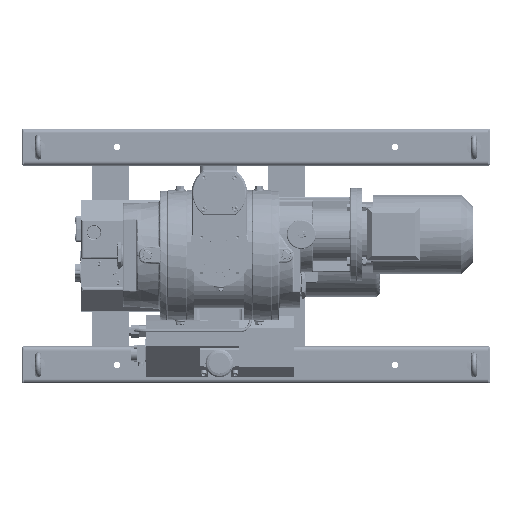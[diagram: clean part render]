
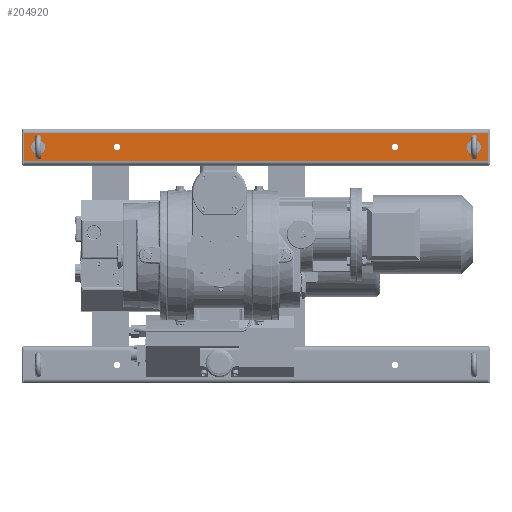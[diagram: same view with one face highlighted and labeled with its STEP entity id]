
A CAD part, top view. The second image highlights one B-rep face of the part: STEP entity #204920.
In plain terms, the highlighted face is planar.
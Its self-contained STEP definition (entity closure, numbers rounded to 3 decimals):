
#203867=CARTESIAN_POINT('',(46.75,-25.,200.0));
#203868=VERTEX_POINT('',#203867);
#203869=CARTESIAN_POINT('',(40.,-25.,200.0));
#203870=DIRECTION('',(0.,1.0,0.));
#203871=DIRECTION('',(1.0,0.,0.));
#203872=AXIS2_PLACEMENT_3D('',#203869,#203870,#203871);
#203873=CIRCLE('',#203872,6.75);
#203874=EDGE_CURVE('',#203868,#203868,#203873,.T.);
#203965=CARTESIAN_POINT('',(46.75,-25.,800.0));
#203966=VERTEX_POINT('',#203965);
#203967=CARTESIAN_POINT('',(40.,-25.,800.0));
#203968=DIRECTION('',(0.,1.0,0.));
#203969=DIRECTION('',(1.0,0.,0.));
#203970=AXIS2_PLACEMENT_3D('',#203967,#203968,#203969);
#203971=CIRCLE('',#203970,6.75);
#203972=EDGE_CURVE('',#203966,#203966,#203971,.T.);
#204395=CARTESIAN_POINT('',(40.,-25.,22.75));
#204396=VERTEX_POINT('',#204395);
#204397=CARTESIAN_POINT('',(40.,-25.,30.0));
#204398=DIRECTION('',(0.,1.0,0.0));
#204399=DIRECTION('',(0.0,0.0,-1.0));
#204400=AXIS2_PLACEMENT_3D('',#204397,#204398,#204399);
#204401=CIRCLE('',#204400,7.25);
#204402=EDGE_CURVE('',#204396,#204396,#204401,.T.);
#204493=CARTESIAN_POINT('',(40.,-25.,962.75));
#204494=VERTEX_POINT('',#204493);
#204495=CARTESIAN_POINT('',(40.,-25.,970.0));
#204496=DIRECTION('',(0.,1.0,0.0));
#204497=DIRECTION('',(0.0,0.0,-1.0));
#204498=AXIS2_PLACEMENT_3D('',#204495,#204496,#204497);
#204499=CIRCLE('',#204498,7.25);
#204500=EDGE_CURVE('',#204494,#204494,#204499,.T.);
#204869=CARTESIAN_POINT('',(70.,-25.,0.0));
#204870=DIRECTION('',(0.,-1.0,0.));
#204871=DIRECTION('',(0.0,0.0,-1.0));
#204872=AXIS2_PLACEMENT_3D('',#204869,#204870,#204871);
#204873=PLANE('',#204872);
#204874=CARTESIAN_POINT('',(70.,-25.,1000.0));
#204875=VERTEX_POINT('',#204874);
#204876=CARTESIAN_POINT('',(10.,-25.,1000.0));
#204877=VERTEX_POINT('',#204876);
#204878=CARTESIAN_POINT('',(70.,-25.,1000.0));
#204879=DIRECTION('',(-1.0,0.,0.0));
#204880=VECTOR('',#204879,60.0);
#204881=LINE('',#204878,#204880);
#204882=EDGE_CURVE('',#204875,#204877,#204881,.T.);
#204883=ORIENTED_EDGE('',*,*,#204882,.T.);
#204884=CARTESIAN_POINT('',(10.,-25.,0.0));
#204885=VERTEX_POINT('',#204884);
#204886=CARTESIAN_POINT('',(10.,-25.,0.0));
#204887=DIRECTION('',(0.0,0.0,1.0));
#204888=VECTOR('',#204887,1000.0);
#204889=LINE('',#204886,#204888);
#204890=EDGE_CURVE('',#204885,#204877,#204889,.T.);
#204891=ORIENTED_EDGE('',*,*,#204890,.F.);
#204892=CARTESIAN_POINT('',(70.,-25.,0.0));
#204893=VERTEX_POINT('',#204892);
#204894=CARTESIAN_POINT('',(70.,-25.,0.0));
#204895=DIRECTION('',(-1.0,0.,0.));
#204896=VECTOR('',#204895,60.0);
#204897=LINE('',#204894,#204896);
#204898=EDGE_CURVE('',#204893,#204885,#204897,.T.);
#204899=ORIENTED_EDGE('',*,*,#204898,.F.);
#204900=CARTESIAN_POINT('',(70.,-25.,0.0));
#204901=DIRECTION('',(0.0,0.0,1.0));
#204902=VECTOR('',#204901,1000.0);
#204903=LINE('',#204900,#204902);
#204904=EDGE_CURVE('',#204893,#204875,#204903,.T.);
#204905=ORIENTED_EDGE('',*,*,#204904,.T.);
#204906=EDGE_LOOP('',(#204883,#204891,#204899,#204905));
#204907=FACE_OUTER_BOUND('',#204906,.T.);
#204908=ORIENTED_EDGE('',*,*,#203874,.T.);
#204909=EDGE_LOOP('',(#204908));
#204910=FACE_BOUND('',#204909,.T.);
#204911=ORIENTED_EDGE('',*,*,#203972,.T.);
#204912=EDGE_LOOP('',(#204911));
#204913=FACE_BOUND('',#204912,.T.);
#204914=ORIENTED_EDGE('',*,*,#204402,.T.);
#204915=EDGE_LOOP('',(#204914));
#204916=FACE_BOUND('',#204915,.T.);
#204917=ORIENTED_EDGE('',*,*,#204500,.T.);
#204918=EDGE_LOOP('',(#204917));
#204919=FACE_BOUND('',#204918,.T.);
#204920=ADVANCED_FACE('',(#204907,#204910,#204913,#204916,#204919),#204873,.T.);
